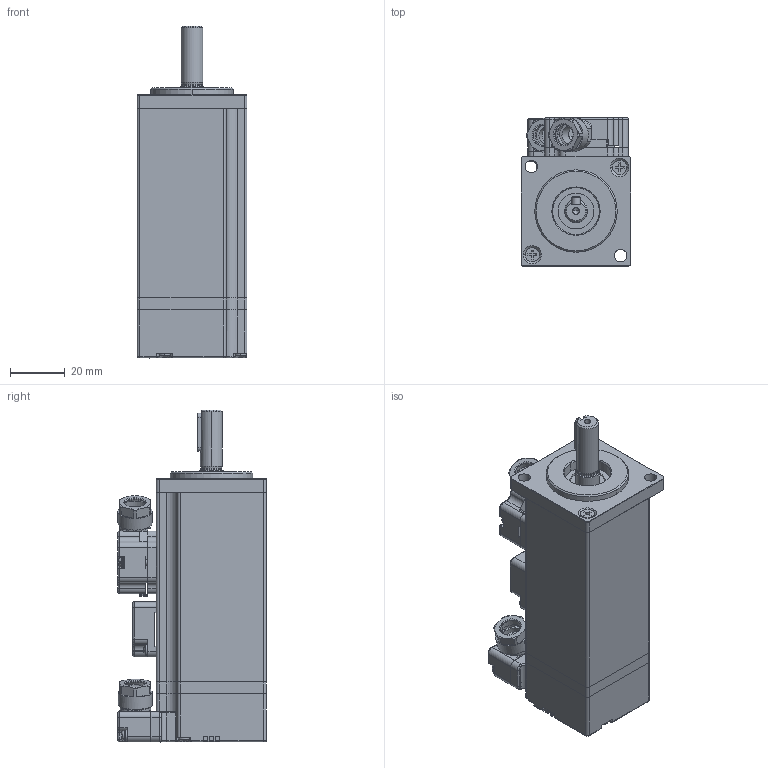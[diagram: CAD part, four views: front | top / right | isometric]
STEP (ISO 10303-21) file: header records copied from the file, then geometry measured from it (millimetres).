
FILE_DESCRIPTION((''),'2;1');
FILE_NAME('MS1H1-05B30CB-A332Z-S_ASM','2019-04-29T14:12:15',('w14852'),(''),'CREO PARAMETRIC BY PTC INC, 2017260','CREO PARAMETRIC BY PTC INC, 2017260','');
FILE_SCHEMA(('CONFIG_CONTROL_DESIGN'));
Products named in the file (47): 31150200-1_1_3_1_1_1; 31160257-1_1_ASM_3_ASM_1_ASM_1__ASM; 31090646_1_ASM_3_ASM_1_ASM_1_AS_ASM; 31090646_ASM_1_ASM; 31150202-1_1_3_1_AF0_1_AF0_1; 31230079-1_ASM_3_ASM_1_AF0_ASM__ASM; 31160261-1_ASM_3_ASM_1_AF0_ASM__ASM; 31090518_ASM_3_ASM_1_ASM_1_AF0__ASM; 31090518_ASM_1_ASM; 31150201-1_1_3_1_1_1; 31160256-1_1_ASM_3_ASM_1_ASM_1__ASM; 31090644_ASM_3_ASM_1_ASM_1_ASM__ASM; 31090644_ASM_1_ASM; 31100213_3_3_1_1_1; 31100213_1_ASM_3_ASM_1_ASM_1_AS_ASM; 31100213_ASM_1_ASM; 31070508_1; PING_JIAN_1; 22050011_1; 0000470648_1; 15110322_1; 31100217_1; 22060240_3_1_1; 21E8-005-1072-P4_1_1_1; 21E8-005-1073-P4_1_1_1; _1-SO-357290001_1_1_1_1_1; _1-SO-391180001_1_1_1_1_1; _1-SO-523890001_1_1_1_1_1; 123456_ASM_1_ASM_1_ASM; ZUHELUODING_ASM_1_ASM; _1-SO-357290001_1_1_1_1_2_1; _1-SO-391180001_1_1_1_1_2_1; _1-SO-523890001_1_1_1_1_2_1; 123456_ASM_1_1_ASM_1_ASM; 0000470667_ASM_1_ASM; 05-01-1598_1_2_1_1; 1716920106_2_ASM_1_ASM_1_ASM_1_ASM; 111111_ASM_1_ASM; 222222_ASM_1_ASM; 333333_1 ...
Assembly tree (48 placements, depth 7):
  MS1H1-05B30CB-A332Z-S_ASM
    123456_ASM_1_ASM
      31090646_ASM_1_ASM
        31090646_1_ASM_3_ASM_1_ASM_1_AS_ASM
          31160257-1_1_ASM_3_ASM_1_ASM_1__ASM
            31150200-1_1_3_1_1_1
      31090518_ASM_1_ASM
        31090518_ASM_3_ASM_1_ASM_1_AF0__ASM
          31160261-1_ASM_3_ASM_1_AF0_ASM__ASM
            31230079-1_ASM_3_ASM_1_AF0_ASM__ASM
              31150202-1_1_3_1_AF0_1_AF0_1
      31090644_ASM_1_ASM
        31090644_ASM_3_ASM_1_ASM_1_ASM__ASM
          31160256-1_1_ASM_3_ASM_1_ASM_1__ASM
            31150201-1_1_3_1_1_1
      31100213_ASM_1_ASM
        31100213_1_ASM_3_ASM_1_ASM_1_AS_ASM
          31100213_3_3_1_1_1
      31070508_1
      PING_JIAN_1
      22050011_1
      0000470648_1
      15110322_1
      31100217_1
      22060240_3_1_1  x2
      21E8-005-1072-P4_1_1_1
      21E8-005-1073-P4_1_1_1
      ZUHELUODING_ASM_1_ASM
        123456_ASM_1_ASM_1_ASM
          _1-SO-357290001_1_1_1_1_1
          _1-SO-391180001_1_1_1_1_1
          _1-SO-523890001_1_1_1_1_1
      0000470667_ASM_1_ASM
        123456_ASM_1_1_ASM_1_ASM
          _1-SO-357290001_1_1_1_1_2_1
          _1-SO-391180001_1_1_1_1_2_1
          _1-SO-523890001_1_1_1_1_2_1
      05-01-1598_1_2_1_1  x2
      111111_ASM_1_ASM
        1716920106_2_ASM_1_ASM_1_ASM_1_ASM
      222222_ASM_1_ASM
      333333_1
      444444_1
      22060797_1
      0000470682_1
      0000470683_1
      0000470684_1
Bounding box: 40 x 54.1 x 120.9 mm (x, y, z)
Volume: 164243.3 mm3; surface area: 44544.8 mm2
Topology: 28 solids, 34 shells, 1995 faces, 5430 edges, 3565 vertices
Faces by surface type: plane 1187, cylinder 590, torus 84, cone 45, extrusion 39, bspline 32, sphere 18
Entity records: 65659 total; most frequent: CARTESIAN_POINT 14862, DIRECTION 10537, ORIENTED_EDGE 10474, EDGE_CURVE 5247, AXIS2_PLACEMENT_3D 3567, VERTEX_POINT 3456, VECTOR 3403, LINE 3364
